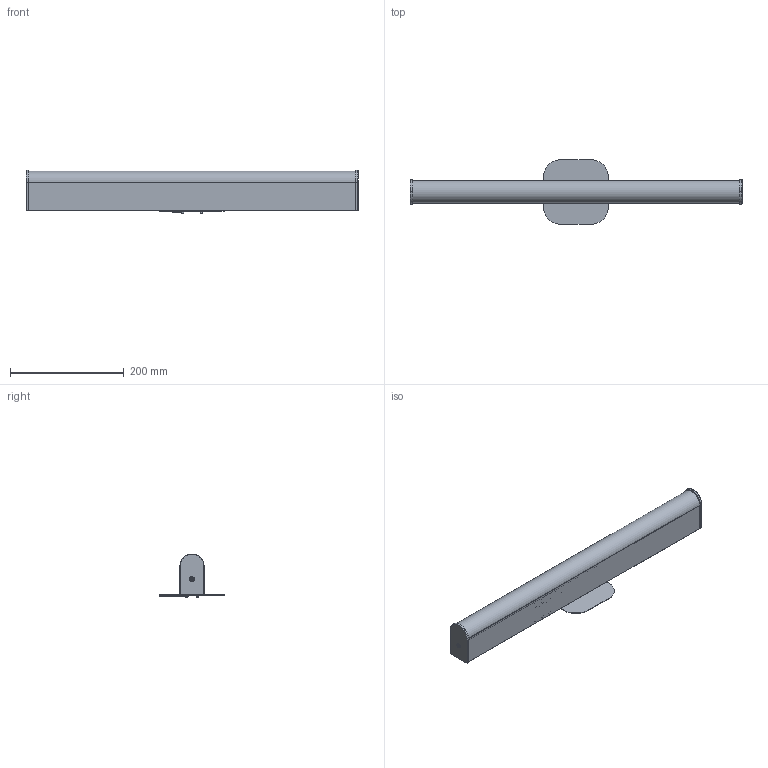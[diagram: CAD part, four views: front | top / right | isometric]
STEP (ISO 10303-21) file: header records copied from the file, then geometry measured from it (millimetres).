
FILE_DESCRIPTION (( 'STEP AP203' ), '1' );
FILE_NAME ('USC-RDLB2RXXX_C-LEDBAR 2FT WALL_CEIL LED.STEP', '2022-01-04T21:25:03', ( '' ), ( '' ), 'SwSTEP 2.0', 'SolidWorks 2012', '' );
FILE_SCHEMA (( 'CONFIG_CONTROL_DESIGN' ));
Length unit declared in the file: inch
Products named in the file (13): SA01-11100-PXXX_A-LEDBAR PARTS BAG ROUND_MODEL_W_PLANE; X315-11127_--HEX L-KEY 5_64IN 2INL; USC-RDLB2RXXX_C-LEDBAR 2FT WALL_CEIL LED; USC-X312-00044_A-SCREW MACH FT-CTS AL 5_64IN SS 6-32 X 3_4IN; Y102-11026_A-LEDBAR ROUND WALL CANOPY; USC-X312-00030_--SCREW MACH ST-B PH _2 ZP 6-18 X 1_4_; Y101-11002_B-LEDBAR END CAP ROUND UNFINISHED; MY103-11589-S22_C-LEDBAR EXT 2GEN 2FT MACH_MODEL; CY202-10999-S22_C-LEDBAR DIFFUSER ROUND 2GEN 2FT CUT_MODEL; S102-11025-S07_C-LEDBAR BACKPLATE 23 W PEM_MODEL; X312-12835_--PEM STUD SELF-CLINCHING ZP 8-32 X 1_4IN
Assembly tree (15 placements, depth 3):
  USC-RDLB2RXXX_C-LEDBAR 2FT WALL_CEIL LED
    S102-11025-S07_C-LEDBAR BACKPLATE 23 W PEM_MODEL
      S102-11025-S07_C-LEDBAR BACKPLATE 23 W PEM_MODEL
      X312-12835_--PEM STUD SELF-CLINCHING ZP 8-32 X 1_4IN
    MY103-11589-S22_C-LEDBAR EXT 2GEN 2FT MACH_MODEL
      MY103-11589-S22_C-LEDBAR EXT 2GEN 2FT MACH_MODEL
    CY202-10999-S22_C-LEDBAR DIFFUSER ROUND 2GEN 2FT CUT_MODEL
    Y101-11002_B-LEDBAR END CAP ROUND UNFINISHED  x2
    USC-X312-00044_A-SCREW MACH FT-CTS AL 5_64IN SS 6-32 X 3_4IN  x2
    SA01-11100-PXXX_A-LEDBAR PARTS BAG ROUND_MODEL_W_PLANE
      Y102-11026_A-LEDBAR ROUND WALL CANOPY
      USC-X312-00030_--SCREW MACH ST-B PH _2 ZP 6-18 X 1_4_  x2
      X315-11127_--HEX L-KEY 5_64IN 2INL
Bounding box: 584.19 x 114.3 x 77.04 mm (x, y, z)
Volume: 267083.6 mm3; surface area: 343573.9 mm2
Topology: 10 solids, 12 shells, 859 faces, 2293 edges, 1445 vertices
Faces by surface type: cylinder 395, plane 264, cone 98, bspline 86, torus 16
Entity records: 32867 total; most frequent: CARTESIAN_POINT 15887, ORIENTED_EDGE 3315, DIRECTION 3184, EDGE_CURVE 1669, AXIS2_PLACEMENT_3D 1164, VERTEX_POINT 1074, VECTOR 856, LINE 856
